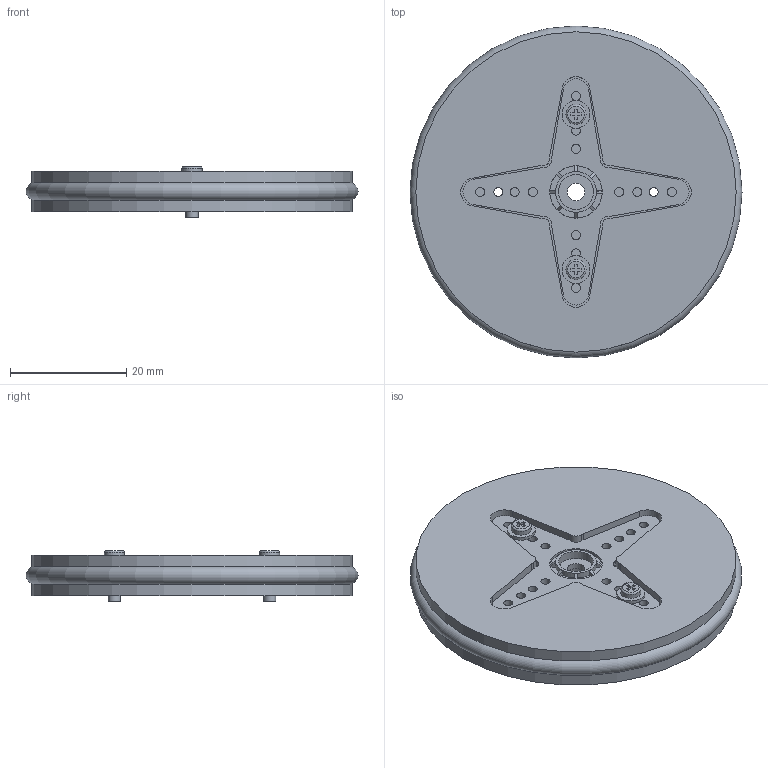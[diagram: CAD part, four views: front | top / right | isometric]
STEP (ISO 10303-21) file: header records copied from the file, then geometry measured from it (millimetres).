
FILE_DESCRIPTION(('FreeCAD Model'),'2;1');
FILE_NAME('Miniskybot-wheel-futaba3003-4-arms-horn-assembly.stp','2014-08-31T13:32:22',('FreeCAD'),('FreeCAD' ),'Open CASCADE STEP processor 6.7','FreeCAD','Unknown');
FILE_SCHEMA(('AUTOMOTIVE_DESIGN_CC2 { 1 2 10303 214 -1 1 5 4 }'));
Length unit declared in the file: millimetre
Products named in the file (1): Miniskybot-wheel-futaba3003-4-arms-horn-assembly-final
Bounding box: 57 x 57 x 8.7 mm (x, y, z)
Volume: 16619.8 mm3; surface area: 9869 mm2
Topology: 5 solids, 5 shells, 175 faces, 436 edges, 281 vertices
Faces by surface type: plane 100, cylinder 60, cone 11, torus 4
Full cylindrical faces by diameter (mm): 1.56 x20, 2.1 x2, 3 x1, 3.44 x2, 4.8 x2, 5.8 x1, 6 x1, 8.14 x1, 9 x1, 10 x1, 10.2 x1, 10.6 x1, 55 x2
Entity records: 12370 total; most frequent: CARTESIAN_POINT 2367, DIRECTION 1658, ORIENTED_EDGE 868, PCURVE 868, DEFINITIONAL_REPRESENTATION 868, LINE 865, VECTOR 865, EDGE_CURVE 434
